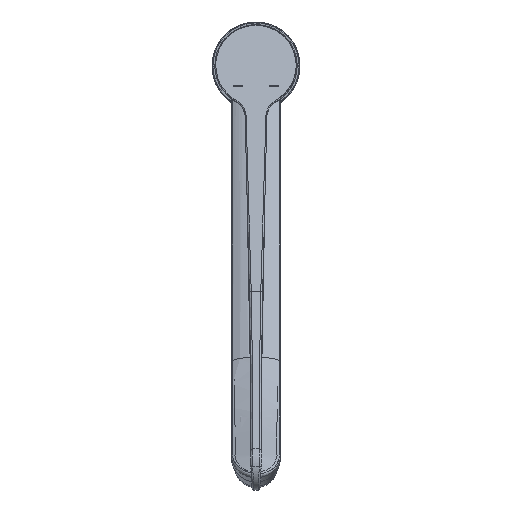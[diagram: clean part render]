
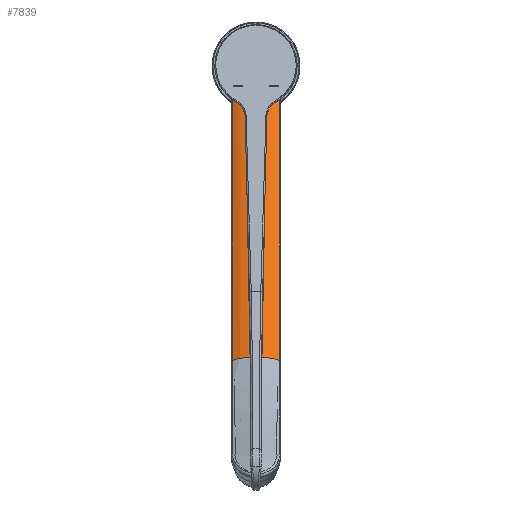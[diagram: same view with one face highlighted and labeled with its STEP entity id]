
A CAD part, top view. The second image highlights one B-rep face of the part: STEP entity #7839.
In plain terms, the highlighted cylindrical face has radius 25.082 mm (diameter 50.164 mm), a partial arc.
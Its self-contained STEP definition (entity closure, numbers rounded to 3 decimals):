
#7839=ADVANCED_FACE('',(#10822),#55486,.T.);
#10822=FACE_OUTER_BOUND('',#15086,.T.);
#15086=EDGE_LOOP('',(#31888,#31889,#31890,#31891));
#31888=ORIENTED_EDGE('',*,*,#41085,.T.);
#31889=ORIENTED_EDGE('',*,*,#41088,.T.);
#31890=ORIENTED_EDGE('',*,*,#41087,.T.);
#31891=ORIENTED_EDGE('',*,*,#41086,.T.);
#41085=EDGE_CURVE('',#55060,#55063,#49337,.T.);
#41086=EDGE_CURVE('',#55061,#55060,#49338,.T.);
#41087=EDGE_CURVE('',#55062,#55061,#49339,.T.);
#41088=EDGE_CURVE('',#55063,#55062,#49340,.T.);
#49337=B_SPLINE_CURVE_WITH_KNOTS('',3,(#104273,#104274,#104275,#104276),
 .UNSPECIFIED.,.F.,.F.,(4,4),(0.,1.),.UNSPECIFIED.);
#49338=B_SPLINE_CURVE_WITH_KNOTS('',3,(#104277,#104278,#104279,#104280,
#104281,#104282,#104283,#104284,#104285,#104286),.UNSPECIFIED.,.F.,.F.,
(4,2,2,2,4),(3.,3.28,3.5,3.72,4.),
 .UNSPECIFIED.);
#49339=B_SPLINE_CURVE_WITH_KNOTS('',3,(#104287,#104288,#104289,#104290),
 .UNSPECIFIED.,.F.,.F.,(4,4),(2.,3.),.UNSPECIFIED.);
#49340=B_SPLINE_CURVE_WITH_KNOTS('',3,(#104291,#104292,#104293,#104294),
 .UNSPECIFIED.,.F.,.F.,(4,4),(1.,2.),.UNSPECIFIED.);
#55060=VERTEX_POINT('',#104028);
#55061=VERTEX_POINT('',#104029);
#55062=VERTEX_POINT('',#104030);
#55063=VERTEX_POINT('',#104031);
#55486=CYLINDRICAL_SURFACE('',#58239,25.082);
#58239=AXIS2_PLACEMENT_3D('',#96461,#61018,$);
#61018=DIRECTION('',(0.,-0.766,0.643));
#96461=CARTESIAN_POINT('',(0.,-84.175,58.631));
#104028=CARTESIAN_POINT('',(-12.238,-1.461,17.807));
#104029=CARTESIAN_POINT('',(12.237,-1.461,17.807));
#104030=CARTESIAN_POINT('',(12.238,-138.528,132.82));
#104031=CARTESIAN_POINT('',(-12.238,-138.528,132.82));
#104273=CARTESIAN_POINT('',(-12.238,-1.461,17.807));
#104274=CARTESIAN_POINT('',(-12.238,-47.15,56.144));
#104275=CARTESIAN_POINT('',(-12.238,-92.839,94.482));
#104276=CARTESIAN_POINT('',(-12.238,-138.528,132.82));
#104277=CARTESIAN_POINT('',(12.237,-1.461,17.807));
#104278=CARTESIAN_POINT('',(10.67,-2.585,19.894));
#104279=CARTESIAN_POINT('',(8.733,-3.657,21.931));
#104280=CARTESIAN_POINT('',(4.465,-5.01,24.523));
#104281=CARTESIAN_POINT('',(2.334,-5.395,25.27));
#104282=CARTESIAN_POINT('',(-2.334,-5.395,25.269));
#104283=CARTESIAN_POINT('',(-4.464,-5.01,24.523));
#104284=CARTESIAN_POINT('',(-8.733,-3.657,21.931));
#104285=CARTESIAN_POINT('',(-10.67,-2.585,19.894));
#104286=CARTESIAN_POINT('',(-12.238,-1.461,17.807));
#104287=CARTESIAN_POINT('',(12.238,-138.528,132.82));
#104288=CARTESIAN_POINT('',(12.238,-92.839,94.482));
#104289=CARTESIAN_POINT('',(12.237,-47.15,56.145));
#104290=CARTESIAN_POINT('',(12.237,-1.461,17.807));
#104291=CARTESIAN_POINT('',(-12.238,-138.528,132.82));
#104292=CARTESIAN_POINT('',(-4.633,-136.081,136.315));
#104293=CARTESIAN_POINT('',(4.633,-136.081,136.315));
#104294=CARTESIAN_POINT('',(12.238,-138.528,132.82));
